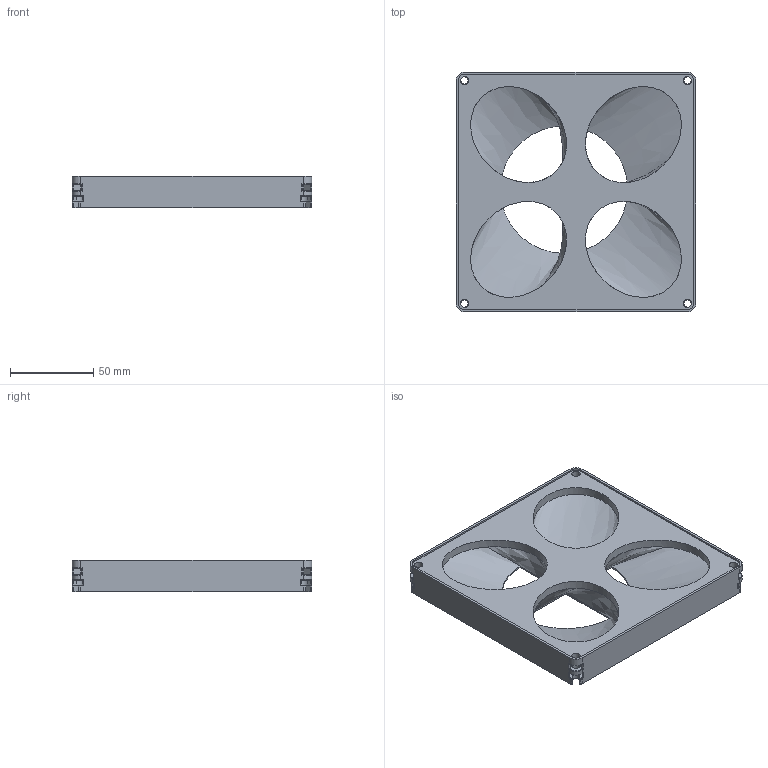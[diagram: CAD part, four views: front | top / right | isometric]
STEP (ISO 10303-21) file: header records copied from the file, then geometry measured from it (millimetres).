
FILE_DESCRIPTION(/* description */ (''),/* implementation_level */ '2;1');
FILE_NAME(/* name */ 'Stealth Filter Interface v4.step',/* time_stamp */ '2023-09-09T10:13:03-07:00',/* author */ (''),/* organization */ (''),/* preprocessor_version */ 'ST-DEVELOPER v20',/* originating_system */ 'Autodesk Translation Framework v12.9.0.99',/* authorisation */ '');
FILE_SCHEMA (('AUTOMOTIVE_DESIGN { 1 0 10303 214 3 1 1 }'));
Length unit declared in the file: millimetre
Products named in the file (1): Stealth Filter Interface
Bounding box: 144 x 144 x 19 mm (x, y, z)
Volume: 229118.2 mm3; surface area: 57386.1 mm2
Topology: 1 solids, 1 shells, 223 faces, 600 edges, 380 vertices
Faces by surface type: plane 103, cylinder 72, cone 32, bspline 16
Full cylindrical faces by diameter (mm): 5 x8
Entity records: 7455 total; most frequent: CARTESIAN_POINT 1644, DIRECTION 1248, ORIENTED_EDGE 1200, EDGE_CURVE 600, AXIS2_PLACEMENT_3D 440, VERTEX_POINT 380, LINE 368, VECTOR 368
